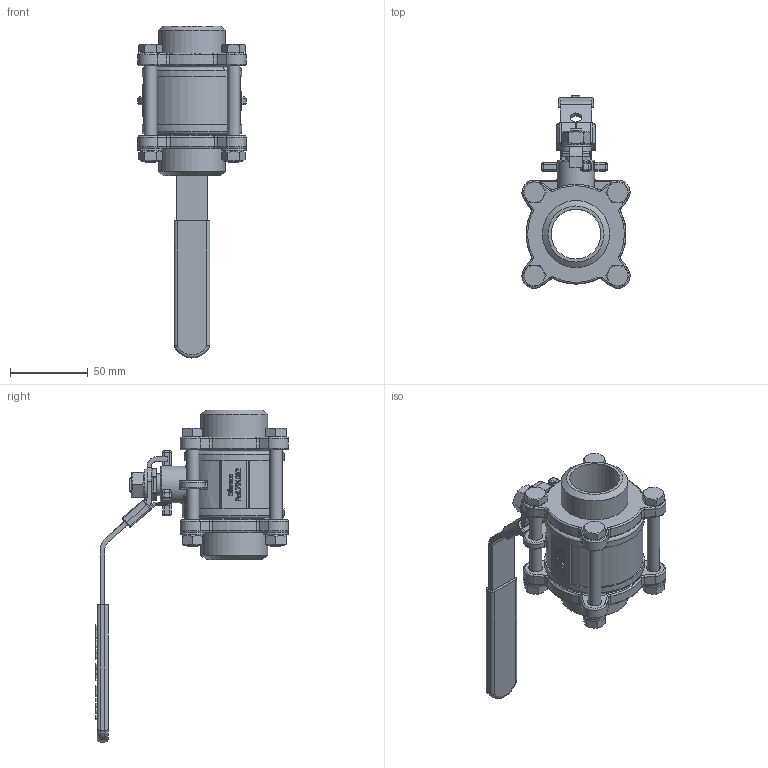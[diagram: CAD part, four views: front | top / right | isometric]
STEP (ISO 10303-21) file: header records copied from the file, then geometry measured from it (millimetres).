
FILE_DESCRIPTION(/* description */ ('791032'),/* implementation_level */ '2;1');
FILE_NAME(/* name */ '791032.stp',/* time_stamp */ '2015-03-05T10:17:27+01:00',/* author */ ('jmorand'),/* organization */ ('Sferaco'),/* preprocessor_version */ 'ST-DEVELOPER v15.6',/* originating_system */ 'Autodesk Inventor 2015',/* authorisation */ '');
FILE_SCHEMA (('AUTOMOTIVE_DESIGN { 1 0 10303 214 3 1 1 }'));
Length unit declared in the file: millimetre
Products named in the file (13): 791032_corps; 791032_embout; 790006_axe; 791032_fouloir; 791032_cadenas; 791032_gaine_poignée; 791032_poignée; AS 1111 - M8 x 70; DIN 126 - 9; ISO 4032 - M8ISO; DIN 126 - 11; ISO 4032 - M10ISO; 791032_ens
Assembly tree (22 placements, depth 2):
  791032_ens
    791032_corps
    791032_embout  x2
    790006_axe
    791032_fouloir
    791032_cadenas
    791032_gaine_poignée
    791032_poignée
    AS 1111 - M8 x 70  x4
    DIN 126 - 9  x4
    ISO 4032 - M8ISO  x4
    DIN 126 - 11
    ISO 4032 - M10ISO
Bounding box: 69.39 x 123.69 x 213.02 mm (x, y, z)
Volume: 230254.4 mm3; surface area: 87510.3 mm2
Topology: 22 solids, 22 shells, 1525 faces, 3836 edges, 2424 vertices
Faces by surface type: plane 645, bspline 440, cylinder 248, torus 114, cone 54, sphere 24
Full cylindrical faces by diameter (mm): 6.647 x4, 7.6 x1, 8 x4, 8.376 x1, 9 x14, 10 x2, 11 x1, 11.835 x1, 13 x4, 14 x1, 16 x4, 20 x1, 24 x1, 32 x3, 43 x2, 64 x1
Entity records: 44111 total; most frequent: CARTESIAN_POINT 14823, ORIENTED_EDGE 6626, DIRECTION 4754, EDGE_CURVE 3313, VERTEX_POINT 2139, LINE 1812, VECTOR 1812, AXIS2_PLACEMENT_3D 1471
